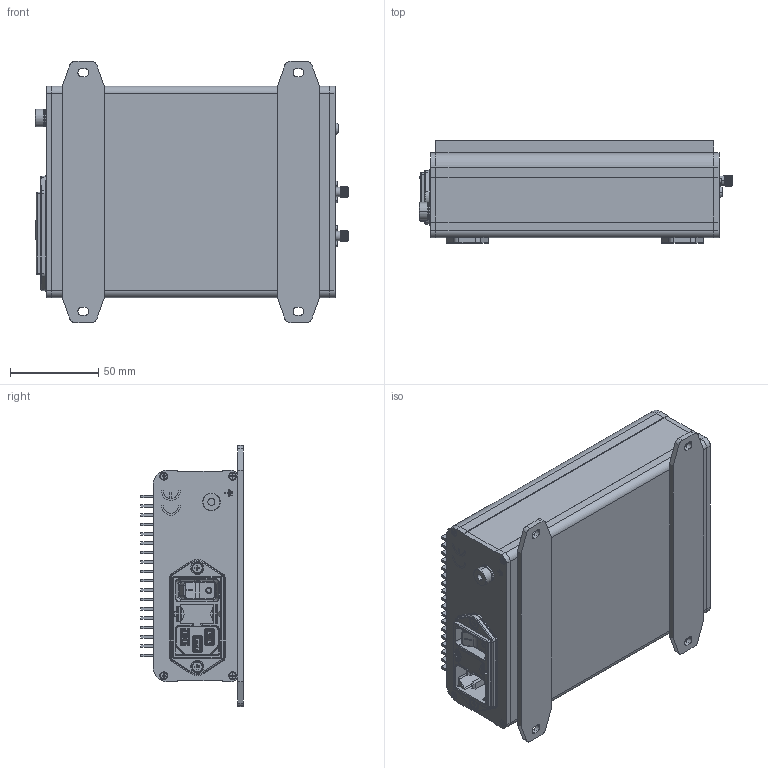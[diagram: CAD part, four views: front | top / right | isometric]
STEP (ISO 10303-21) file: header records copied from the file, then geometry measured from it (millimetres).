
FILE_DESCRIPTION (( 'STEP AP214' ), '1' );
FILE_NAME ('FMAM63026_3D.step', '2023-06-12T18:41:44', ( '' ), ( '' ), 'SwSTEP 2.0', 'SolidWorks 2022', '' );
FILE_SCHEMA (( 'AUTOMOTIVE_DESIGN' ));
Length unit declared in the file: millimetre
Products named in the file (10): countersunk flat head cross recess screw_din_DIN EN ISO 7046-1 - M3 x 10 - Z - 10N; countersunk flat head cross recess screw_din_DIN EN ISO 7046-1 - M2 x 12 - Z - 12N; PE15A63026_mtg strip^FMAM63026; PE45603 2.92mm FEMALE^FMAM63026; pwr entry mod schurter DD14-XXXXX-1XX11-1100^FMAM63026; socket head cap screw 4762_din_EN ISO 4762 M1.6 x 8 - 8N; ESD LABEL^FMAM63026; Logo Label - an Infinite brand^FMAM63026_Fairview; FMAM63026_3D; PE15A63026_chassis^FMAM63026
Assembly tree (26 placements, depth 2):
  FMAM63026_3D
    PE15A63026_chassis^FMAM63026
    PE15A63026_mtg strip^FMAM63026  x2
    countersunk flat head cross recess screw_din_DIN EN ISO 7046-1 - M2 x 12 - Z - 12N  x12
    PE45603 2.92mm FEMALE^FMAM63026  x2
    pwr entry mod schurter DD14-XXXXX-1XX11-1100^FMAM63026
    countersunk flat head cross recess screw_din_DIN EN ISO 7046-1 - M3 x 10 - Z - 10N  x2
    Logo Label - an Infinite brand^FMAM63026_Fairview
    ESD LABEL^FMAM63026
    socket head cap screw 4762_din_EN ISO 4762 M1.6 x 8 - 8N  x4
Bounding box: 177.8 x 58 x 148 mm (x, y, z)
Volume: 412726.8 mm3; surface area: 209530.5 mm2
Topology: 30 solids, 32 shells, 3078 faces, 7909 edges, 5022 vertices
Faces by surface type: plane 1811, cylinder 468, bspline 399, cone 308, torus 80, sphere 12
Entity records: 99048 total; most frequent: CARTESIAN_POINT 27461, ORIENTED_EDGE 12454, DIRECTION 10186, EDGE_CURVE 6227, LINE 4434, VECTOR 4434, VERTEX_POINT 4048, AXIS2_PLACEMENT_3D 2876
